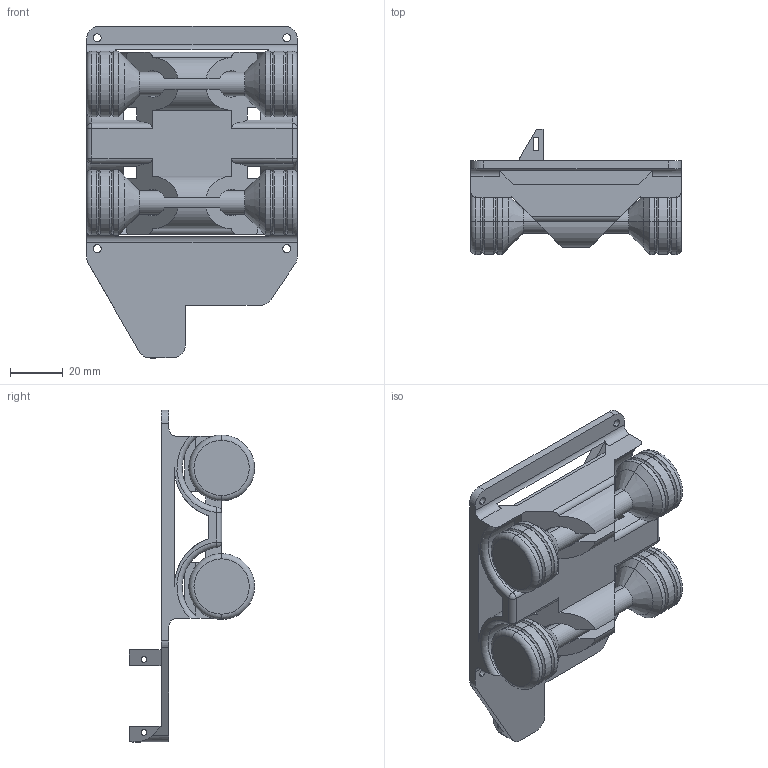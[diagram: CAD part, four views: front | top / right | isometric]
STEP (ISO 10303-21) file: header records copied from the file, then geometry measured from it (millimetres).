
FILE_DESCRIPTION (( 'STEP AP203' ), '1' );
FILE_NAME ('dwengo_cart_v10_no_support.STEP', '2025-09-24T14:51:31', ( '' ), ( '' ), 'SwSTEP 2.0', 'SolidWorks 2024', '' );
FILE_SCHEMA (( 'CONFIG_CONTROL_DESIGN' ));
Length unit declared in the file: millimetre
Products named in the file (1): dwengo_cart_v10_no_support
Bounding box: 80 x 47.5 x 126 mm (x, y, z)
Volume: 105697.6 mm3; surface area: 46414.7 mm2
Topology: 3 solids, 3 shells, 348 faces, 940 edges, 584 vertices
Faces by surface type: plane 165, cylinder 75, torus 44, bspline 40, cone 20, sphere 4
Entity records: 13240 total; most frequent: CARTESIAN_POINT 4644, ORIENTED_EDGE 1872, DIRECTION 1644, EDGE_CURVE 936, VERTEX_POINT 584, VECTOR 572, LINE 572, AXIS2_PLACEMENT_3D 536
